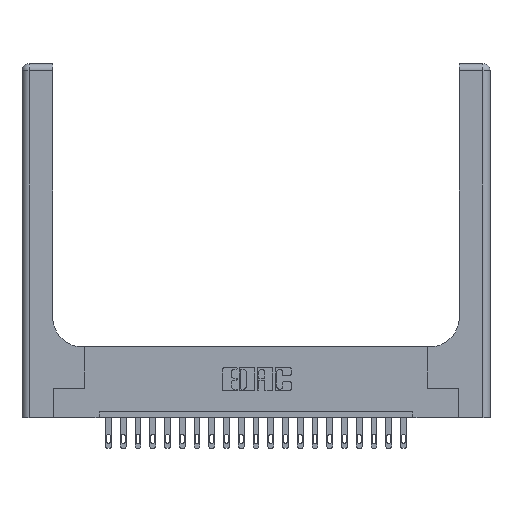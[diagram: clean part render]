
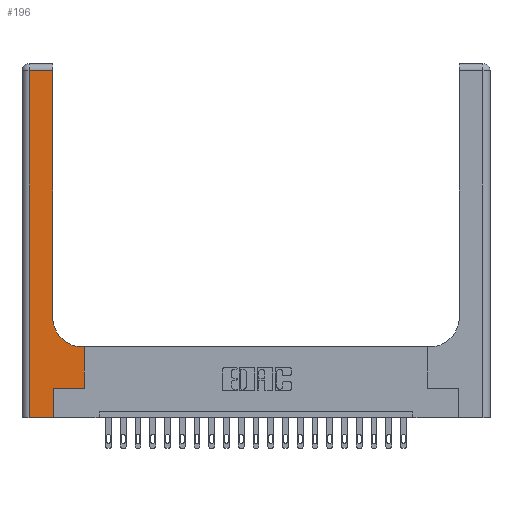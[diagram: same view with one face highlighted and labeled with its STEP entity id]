
A CAD part, top view. The second image highlights one B-rep face of the part: STEP entity #196.
In plain terms, the highlighted planar face has unit normal (0, 0, 1).
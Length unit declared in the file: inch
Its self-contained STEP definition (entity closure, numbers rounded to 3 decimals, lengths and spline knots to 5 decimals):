
#14 = DIRECTION ( 'NONE',  ( 0., 1., 0. ) ) ;
#157 = VECTOR ( 'NONE', #14, 39.37008 ) ;
#196 = ADVANCED_FACE ( 'NONE', ( #19982 ), #8843, .F. ) ;
#286 = EDGE_CURVE ( 'NONE', #9998, #14628, #2518, .T. ) ;
#841 = ORIENTED_EDGE ( 'NONE', *, *, #2068, .T. ) ;
#926 = DIRECTION ( 'NONE',  ( 0., -1., 0. ) ) ;
#1588 = DIRECTION ( 'NONE',  ( 1., 0., 0. ) ) ;
#1640 = CARTESIAN_POINT ( 'NONE',  ( 0.265, 0., 0.37 ) ) ;
#1889 = EDGE_CURVE ( 'NONE', #13288, #16918, #11413, .T. ) ;
#2068 = EDGE_CURVE ( 'NONE', #7333, #21028, #3504, .T. ) ;
#2372 = CARTESIAN_POINT ( 'NONE',  ( 0.51, 0.6, 0.37 ) ) ;
#2402 = CARTESIAN_POINT ( 'NONE',  ( 0.06, 0., 0.37 ) ) ;
#2406 = CARTESIAN_POINT ( 'NONE',  ( 0.06, 3., 0.37 ) ) ;
#2518 = LINE ( 'NONE', #2406, #11402 ) ;
#3180 = EDGE_CURVE ( 'NONE', #13898, #13288, #11038, .T. ) ;
#3418 = CARTESIAN_POINT ( 'NONE',  ( 0., 0., 0.37 ) ) ;
#3504 = CIRCLE ( 'NONE', #5944, 0.25 ) ;
#3513 = ORIENTED_EDGE ( 'NONE', *, *, #20109, .T. ) ;
#3640 = LINE ( 'NONE', #6704, #7812 ) ;
#4064 = DIRECTION ( 'NONE',  ( 1., 0., 0. ) ) ;
#4881 = VECTOR ( 'NONE', #1588, 39.37008 ) ;
#4913 = DIRECTION ( 'NONE',  ( 0., 1., 0. ) ) ;
#5132 = CARTESIAN_POINT ( 'NONE',  ( 0., 3., 0.37 ) ) ;
#5534 = ORIENTED_EDGE ( 'NONE', *, *, #16436, .T. ) ;
#5944 = AXIS2_PLACEMENT_3D ( 'NONE', #7595, #20770, #4064 ) ;
#6676 = DIRECTION ( 'NONE',  ( 0., 0., -1. ) ) ;
#6704 = CARTESIAN_POINT ( 'NONE',  ( 0.26, 3., 0.37 ) ) ;
#7125 = CARTESIAN_POINT ( 'NONE',  ( 0., 2.94, 0.37 ) ) ;
#7333 = VERTEX_POINT ( 'NONE', #2372 ) ;
#7397 = ORIENTED_EDGE ( 'NONE', *, *, #1889, .T. ) ;
#7595 = CARTESIAN_POINT ( 'NONE',  ( 0.51, 0.85, 0.37 ) ) ;
#7608 = CARTESIAN_POINT ( 'NONE',  ( 0.26, 0.85, 0.37 ) ) ;
#7664 = CARTESIAN_POINT ( 'NONE',  ( 0.528, 0.6, 0.37 ) ) ;
#7812 = VECTOR ( 'NONE', #13412, 39.37008 ) ;
#8225 = LINE ( 'NONE', #3418, #12189 ) ;
#8426 = EDGE_CURVE ( 'NONE', #14628, #13898, #8225, .T. ) ;
#8683 = AXIS2_PLACEMENT_3D ( 'NONE', #5132, #6676, #13271 ) ;
#8755 = ORIENTED_EDGE ( 'NONE', *, *, #3180, .T. ) ;
#8756 = LINE ( 'NONE', #7125, #19407 ) ;
#8843 = PLANE ( 'NONE',  #8683 ) ;
#9123 = CARTESIAN_POINT ( 'NONE',  ( 0.265, 0.25, 0.37 ) ) ;
#9998 = VERTEX_POINT ( 'NONE', #10950 ) ;
#10134 = CARTESIAN_POINT ( 'NONE',  ( 0.528, 0.25, 0.37 ) ) ;
#10276 = CARTESIAN_POINT ( 'NONE',  ( 0.26, 2.94, 0.37 ) ) ;
#10950 = CARTESIAN_POINT ( 'NONE',  ( 0.06, 2.94, 0.37 ) ) ;
#11038 = LINE ( 'NONE', #1640, #157 ) ;
#11271 = VERTEX_POINT ( 'NONE', #7664 ) ;
#11402 = VECTOR ( 'NONE', #926, 39.37008 ) ;
#11413 = LINE ( 'NONE', #11528, #4881 ) ;
#11528 = CARTESIAN_POINT ( 'NONE',  ( 0.265, 0.25, 0.37 ) ) ;
#12189 = VECTOR ( 'NONE', #16677, 39.37008 ) ;
#12222 = ORIENTED_EDGE ( 'NONE', *, *, #8426, .T. ) ;
#12964 = EDGE_CURVE ( 'NONE', #14056, #9998, #8756, .T. ) ;
#13119 = EDGE_CURVE ( 'NONE', #16918, #11271, #13475, .T. ) ;
#13197 = CARTESIAN_POINT ( 'NONE',  ( 0.26, 0.6, 0.37 ) ) ;
#13271 = DIRECTION ( 'NONE',  ( -1., 0., 0. ) ) ;
#13288 = VERTEX_POINT ( 'NONE', #9123 ) ;
#13412 = DIRECTION ( 'NONE',  ( 0., 1., 0. ) ) ;
#13475 = LINE ( 'NONE', #10134, #20829 ) ;
#13898 = VERTEX_POINT ( 'NONE', #14622 ) ;
#14056 = VERTEX_POINT ( 'NONE', #10276 ) ;
#14622 = CARTESIAN_POINT ( 'NONE',  ( 0.265, 0., 0.37 ) ) ;
#14628 = VERTEX_POINT ( 'NONE', #2402 ) ;
#14841 = EDGE_LOOP ( 'NONE', ( #3513, #16057, #17909, #12222, #8755, #7397, #20619, #5534, #841 ) ) ;
#16057 = ORIENTED_EDGE ( 'NONE', *, *, #12964, .T. ) ;
#16436 = EDGE_CURVE ( 'NONE', #11271, #7333, #17777, .T. ) ;
#16677 = DIRECTION ( 'NONE',  ( 1., 0., 0. ) ) ;
#16918 = VERTEX_POINT ( 'NONE', #18671 ) ;
#17056 = VECTOR ( 'NONE', #19808, 39.37008 ) ;
#17777 = LINE ( 'NONE', #13197, #17056 ) ;
#17909 = ORIENTED_EDGE ( 'NONE', *, *, #286, .T. ) ;
#18671 = CARTESIAN_POINT ( 'NONE',  ( 0.528, 0.25, 0.37 ) ) ;
#19407 = VECTOR ( 'NONE', #20301, 39.37008 ) ;
#19808 = DIRECTION ( 'NONE',  ( -1., 0., 0. ) ) ;
#19982 = FACE_OUTER_BOUND ( 'NONE', #14841, .T. ) ;
#20109 = EDGE_CURVE ( 'NONE', #21028, #14056, #3640, .T. ) ;
#20301 = DIRECTION ( 'NONE',  ( -1., 0., 0. ) ) ;
#20619 = ORIENTED_EDGE ( 'NONE', *, *, #13119, .T. ) ;
#20770 = DIRECTION ( 'NONE',  ( 0., 0., -1. ) ) ;
#20829 = VECTOR ( 'NONE', #4913, 39.37008 ) ;
#21028 = VERTEX_POINT ( 'NONE', #7608 ) ;
